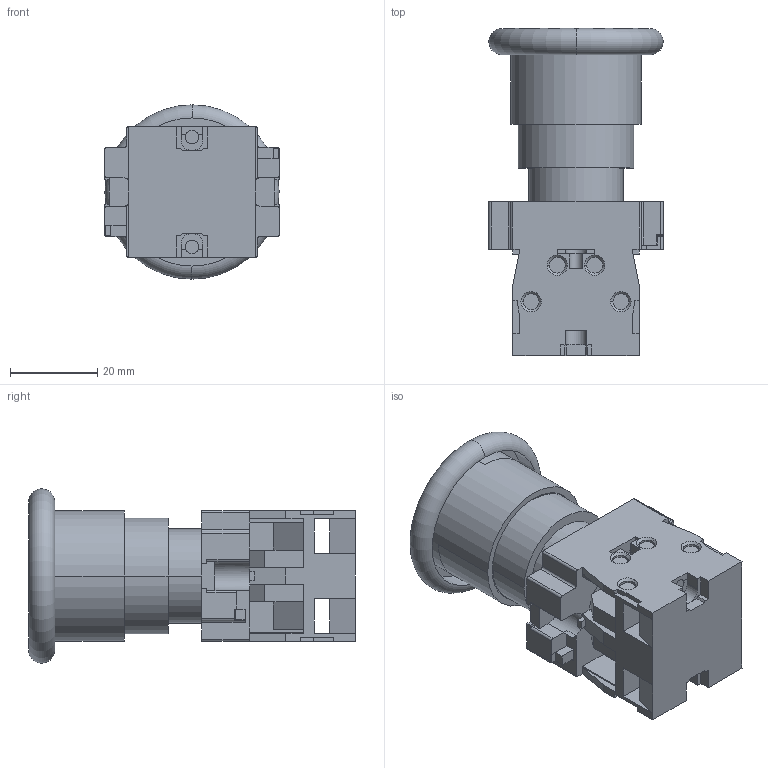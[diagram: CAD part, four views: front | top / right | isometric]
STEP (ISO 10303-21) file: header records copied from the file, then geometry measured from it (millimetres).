
FILE_DESCRIPTION((''),'2;1');
FILE_NAME('CDLA6H-BS_40_2NC_ROHS_ASM','2024-04-23T',('youjie.zhu'),(''),'PRO/ENGINEER BY PARAMETRIC TECHNOLOGY CORPORATION, 2015440','PRO/ENGINEER BY PARAMETRIC TECHNOLOGY CORPORATION, 2015440','');
FILE_SCHEMA(('CONFIG_CONTROL_DESIGN'));
Length unit declared in the file: millimetre
Products named in the file (3): MSBR-2; MSBR-1; CDLA6H-BS_40_2NC_ROHS_ASM
Assembly tree (2 placements, depth 2):
  CDLA6H-BS_40_2NC_ROHS_ASM
    MSBR-2
    MSBR-1
Bounding box: 40 x 75 x 40 mm (x, y, z)
Volume: 48592.5 mm3; surface area: 18792.1 mm2
Topology: 2 solids, 2 shells, 293 faces, 872 edges, 570 vertices
Faces by surface type: plane 209, cylinder 64, cone 16, torus 4
Entity records: 9957 total; most frequent: CARTESIAN_POINT 1763, ORIENTED_EDGE 1744, DIRECTION 1680, EDGE_CURVE 872, VECTOR 652, LINE 652, VERTEX_POINT 570, AXIS2_PLACEMENT_3D 514
